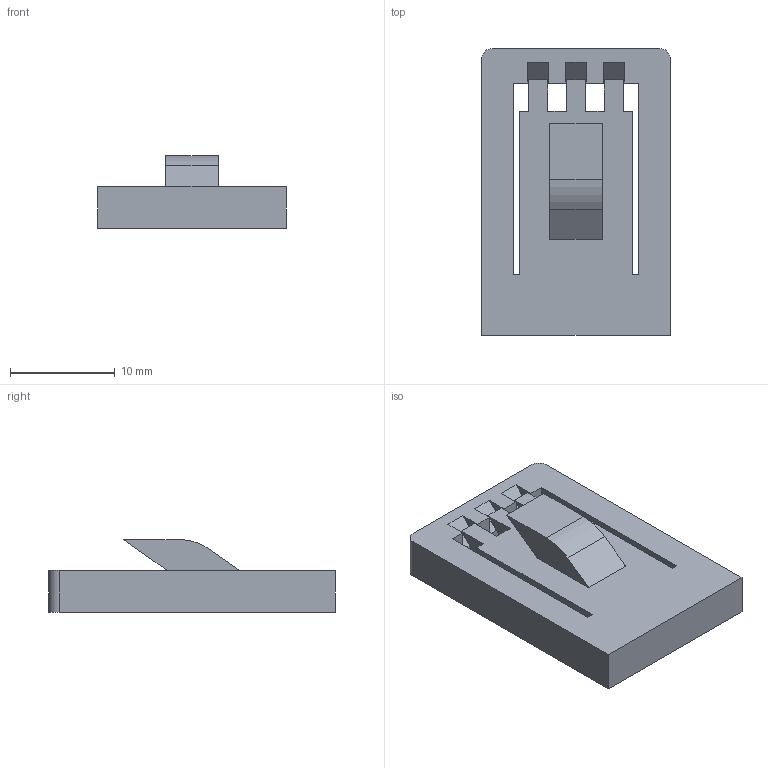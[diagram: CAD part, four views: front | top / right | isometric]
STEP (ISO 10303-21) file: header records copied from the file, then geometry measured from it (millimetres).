
FILE_DESCRIPTION( ( '' ), ' ' );
FILE_NAME( '5ea08c5f10d1c814c1f882f3.step', '2020-04-22T18:26:40', ( '' ), ( '' ), ' ', ' ', ' ' );
FILE_SCHEMA( ( 'AUTOMOTIVE_DESIGN { 1 0 10303 214 1 1 1 1 }' ) );
Length unit declared in the file: metre
Products named in the file (1): Part 1
Bounding box: 18 x 27.35 x 6.95 mm (x, y, z)
Volume: 1745.4 mm3; surface area: 1757.1 mm2
Topology: 1 solids, 1 shells, 45 faces, 130 edges, 88 vertices
Faces by surface type: plane 42, cylinder 3
Entity records: 1842 total; most frequent: CARTESIAN_POINT 264, ORIENTED_EDGE 260, DIRECTION 228, EDGE_CURVE 130, LINE 124, VECTOR 124, VERTEX_POINT 88, AXIS2_PLACEMENT_3D 52
